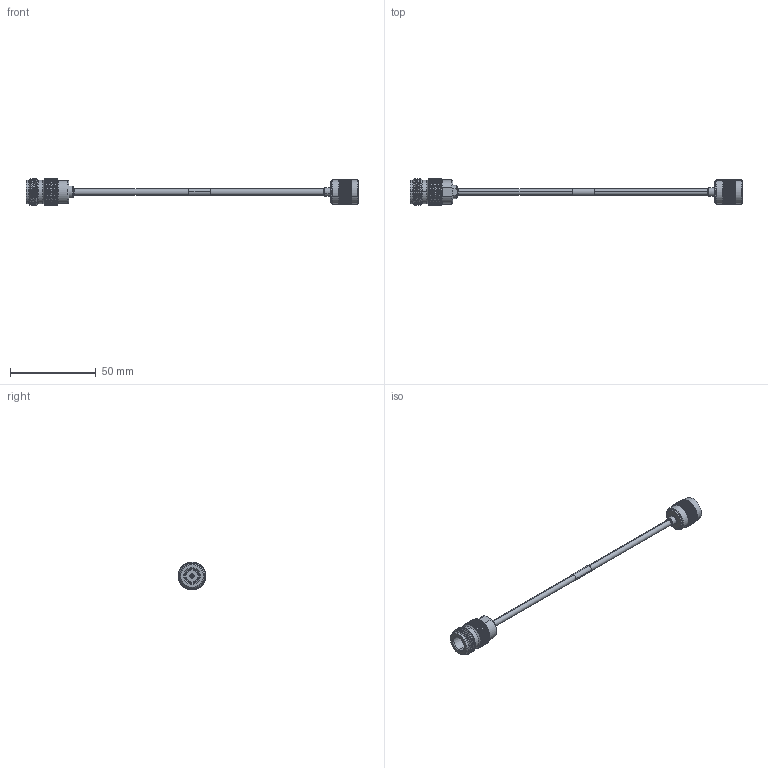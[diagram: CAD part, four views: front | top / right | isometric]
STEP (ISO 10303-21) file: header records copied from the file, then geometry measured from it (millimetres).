
FILE_DESCRIPTION (( 'STEP AP214' ), '1' );
FILE_NAME ('LCCA30452.step', '2020-05-02T09:00:04', ( '' ), ( '' ), 'SwSTEP 2.0', 'SolidWorks 2018', '' );
FILE_SCHEMA (( 'AUTOMOTIVE_DESIGN' ));
Length unit declared in the file: inch
Products named in the file (7): LC141TB (141 FORMABLE); solder plug left^LCCA30452; LCCA30452; 1AW01-003_.152 ID; solder plug right^LCCA30452; LCCN3055; LCCN3059
Assembly tree (6 placements, depth 2):
  LCCA30452
    LC141TB (141 FORMABLE)
    LCCN3055
    solder plug left^LCCA30452
    1AW01-003_.152 ID
    LCCN3059
    solder plug right^LCCA30452
Bounding box: 193.21 x 16 x 16 mm (x, y, z)
Volume: 7086.6 mm3; surface area: 6393.5 mm2
Topology: 6 solids, 6 shells, 4514 faces, 9598 edges, 5111 vertices
Faces by surface type: bspline 3486, cylinder 906, plane 68, cone 42, torus 8, sphere 4
Entity records: 177046 total; most frequent: CARTESIAN_POINT 118324, ORIENTED_EDGE 19196, EDGE_CURVE 9598, VERTEX_POINT 5111, EDGE_LOOP 4535, FACE_OUTER_BOUND 4514, ADVANCED_FACE 4514, B_SPLINE_CURVE_WITH_KNOTS 4197
